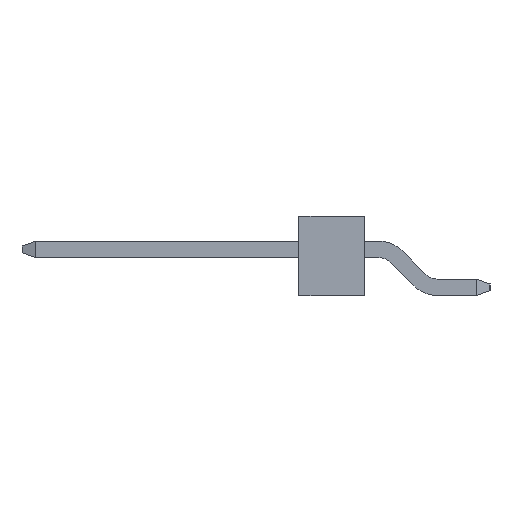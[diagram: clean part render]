
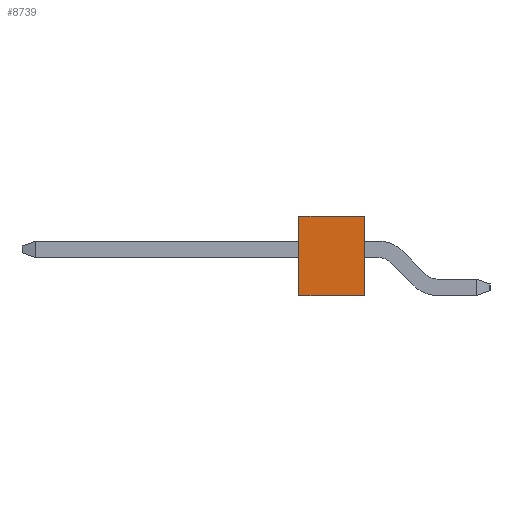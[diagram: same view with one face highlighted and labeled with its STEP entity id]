
A CAD part, left-side view. The second image highlights one B-rep face of the part: STEP entity #8739.
In plain terms, the highlighted face is planar.
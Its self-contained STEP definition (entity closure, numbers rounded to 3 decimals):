
#1722 = VERTEX_POINT('',#1723);
#1723 = CARTESIAN_POINT('',(34.29,-1.524,-1.27));
#1729 = EDGE_CURVE('',#1730,#1722,#1732,.T.);
#1730 = VERTEX_POINT('',#1731);
#1731 = CARTESIAN_POINT('',(34.29,-1.524,1.27));
#1732 = LINE('',#1733,#1734);
#1733 = CARTESIAN_POINT('',(34.29,-1.524,1.27));
#1734 = VECTOR('',#1735,1.);
#1735 = DIRECTION('',(0.,0.,-1.));
#2899 = EDGE_CURVE('',#1730,#2900,#2902,.T.);
#2900 = VERTEX_POINT('',#2901);
#2901 = CARTESIAN_POINT('',(34.29,1.524,1.27));
#2902 = LINE('',#2903,#2904);
#2903 = CARTESIAN_POINT('',(34.29,-1.524,1.27));
#2904 = VECTOR('',#2905,1.);
#2905 = DIRECTION('',(0.,1.,0.));
#6280 = VERTEX_POINT('',#6281);
#6281 = CARTESIAN_POINT('',(34.29,1.524,-1.27));
#6287 = EDGE_CURVE('',#1722,#6280,#6288,.T.);
#6288 = LINE('',#6289,#6290);
#6289 = CARTESIAN_POINT('',(34.29,-1.524,-1.27));
#6290 = VECTOR('',#6291,1.);
#6291 = DIRECTION('',(0.,1.,0.));
#6880 = EDGE_CURVE('',#2900,#6280,#6881,.T.);
#6881 = LINE('',#6882,#6883);
#6882 = CARTESIAN_POINT('',(34.29,1.524,1.27));
#6883 = VECTOR('',#6884,1.);
#6884 = DIRECTION('',(0.,0.,-1.));
#8739 = ADVANCED_FACE('',(#8740),#8746,.F.);
#8740 = FACE_BOUND('',#8741,.T.);
#8741 = EDGE_LOOP('',(#8742,#8743,#8744,#8745));
#8742 = ORIENTED_EDGE('',*,*,#6287,.T.);
#8743 = ORIENTED_EDGE('',*,*,#6880,.F.);
#8744 = ORIENTED_EDGE('',*,*,#2899,.F.);
#8745 = ORIENTED_EDGE('',*,*,#1729,.T.);
#8746 = PLANE('',#8747);
#8747 = AXIS2_PLACEMENT_3D('',#8748,#8749,#8750);
#8748 = CARTESIAN_POINT('',(34.29,-1.524,1.27));
#8749 = DIRECTION('',(-1.,0.,0.));
#8750 = DIRECTION('',(0.,0.,1.));
